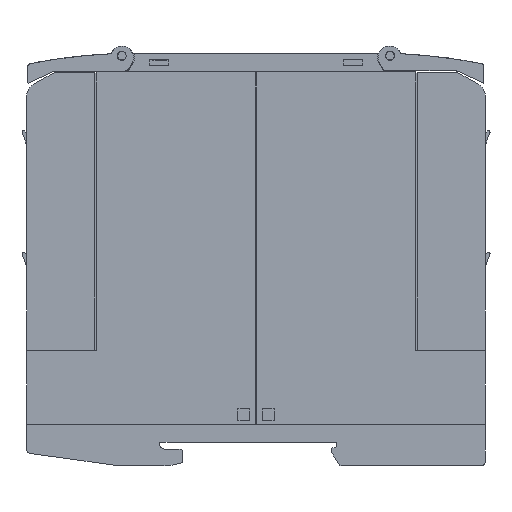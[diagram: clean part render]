
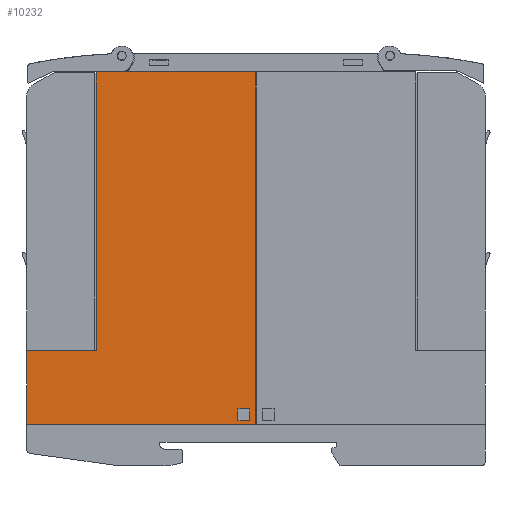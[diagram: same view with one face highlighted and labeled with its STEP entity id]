
A CAD part, left-side view. The second image highlights one B-rep face of the part: STEP entity #10232.
In plain terms, the highlighted planar face has unit normal (-1, 0, 0).
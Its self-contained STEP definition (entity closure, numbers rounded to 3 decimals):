
#10232=ADVANCED_FACE('',(#26868,#26869),#26870,.T.);
#13816=VERTEX_POINT('',#30496);
#13822=VERTEX_POINT('',#30502);
#13824=EDGE_CURVE('',#13822,#13816,#30504,.T.);
#22278=VERTEX_POINT('',#38958);
#22282=VERTEX_POINT('',#38962);
#22284=EDGE_CURVE('',#22282,#22278,#38964,.T.);
#22488=VERTEX_POINT('',#39168);
#22492=VERTEX_POINT('',#39172);
#22494=EDGE_CURVE('',#22492,#22488,#39174,.T.);
#22506=VERTEX_POINT('',#39186);
#22510=EDGE_CURVE('',#22488,#22506,#39190,.T.);
#22526=VERTEX_POINT('',#39206);
#22528=EDGE_CURVE('',#22526,#22282,#39208,.T.);
#22540=VERTEX_POINT('',#39220);
#22542=EDGE_CURVE('',#22540,#22492,#39222,.T.);
#22548=EDGE_CURVE('',#22506,#22540,#39228,.T.);
#22554=VERTEX_POINT('',#39234);
#22556=EDGE_CURVE('',#22554,#13822,#39236,.T.);
#22562=EDGE_CURVE('',#22526,#13816,#39242,.T.);
#22566=EDGE_CURVE('',#22278,#22554,#39246,.T.);
#26868=FACE_OUTER_BOUND('',#43538,.T.);
#26869=FACE_BOUND('',#43539,.T.);
#26870=PLANE('',#43540);
#30496=CARTESIAN_POINT('',(0.05,100.93,25.101));
#30502=CARTESIAN_POINT('',(0.05,85.83,25.101));
#30504=LINE('',#49267,#49268);
#38958=CARTESIAN_POINT('',(0.05,51.03,85.801));
#38962=CARTESIAN_POINT('',(0.05,51.03,9.001));
#38964=LINE('',#62896,#62897);
#39168=CARTESIAN_POINT('',(0.05,54.93,9.801));
#39172=CARTESIAN_POINT('',(0.05,52.33,9.801));
#39174=LINE('',#63230,#63231);
#39186=CARTESIAN_POINT('',(0.05,54.93,12.401));
#39190=LINE('',#63258,#63259);
#39206=CARTESIAN_POINT('',(0.05,100.93,9.001));
#39208=LINE('',#63286,#63287);
#39220=CARTESIAN_POINT('',(0.05,52.33,12.401));
#39222=LINE('',#63308,#63309);
#39228=LINE('',#63320,#63321);
#39234=CARTESIAN_POINT('',(0.05,85.83,85.801));
#39236=LINE('',#63332,#63333);
#39242=LINE('',#63344,#63345);
#39246=LINE('',#63352,#63353);
#43538=EDGE_LOOP('',(#76317,#76318,#76319,#76320,#76321,#76322));
#43539=EDGE_LOOP('',(#76323,#76324,#76325,#76326));
#43540=AXIS2_PLACEMENT_3D('',#76327,#76328,#76329);
#49267=CARTESIAN_POINT('',(0.05,72.23,25.101));
#49268=VECTOR('',#77945,1.0);
#62896=CARTESIAN_POINT('',(0.05,51.03,9.001));
#62897=VECTOR('',#81202,1.0);
#63230=CARTESIAN_POINT('',(0.05,52.33,9.801));
#63231=VECTOR('',#81264,1.0);
#63258=CARTESIAN_POINT('',(0.05,54.93,10.051));
#63259=VECTOR('',#81270,1.0);
#63286=CARTESIAN_POINT('',(0.05,100.93,9.001));
#63287=VECTOR('',#81275,1.0);
#63308=CARTESIAN_POINT('',(0.05,52.33,10.051));
#63309=VECTOR('',#81279,1.0);
#63320=CARTESIAN_POINT('',(0.05,52.33,12.401));
#63321=VECTOR('',#81282,1.0);
#63332=CARTESIAN_POINT('',(0.05,85.83,32.226));
#63333=VECTOR('',#81284,1.0);
#63344=CARTESIAN_POINT('',(0.05,100.93,9.001));
#63345=VECTOR('',#81287,1.0);
#63352=CARTESIAN_POINT('',(0.05,100.93,85.801));
#63353=VECTOR('',#81289,1.0);
#76317=ORIENTED_EDGE('',*,*,#13824,.T.);
#76318=ORIENTED_EDGE('',*,*,#22562,.F.);
#76319=ORIENTED_EDGE('',*,*,#22528,.T.);
#76320=ORIENTED_EDGE('',*,*,#22284,.T.);
#76321=ORIENTED_EDGE('',*,*,#22566,.T.);
#76322=ORIENTED_EDGE('',*,*,#22556,.T.);
#76323=ORIENTED_EDGE('',*,*,#22542,.T.);
#76324=ORIENTED_EDGE('',*,*,#22494,.T.);
#76325=ORIENTED_EDGE('',*,*,#22510,.T.);
#76326=ORIENTED_EDGE('',*,*,#22548,.T.);
#76327=CARTESIAN_POINT('',(0.05,51.03,9.001));
#76328=DIRECTION('',(-1.0,0.0,0.0));
#76329=DIRECTION('',(0.0,1.0,0.0));
#77945=DIRECTION('',(0.0,1.0,0.0));
#81202=DIRECTION('',(0.0,0.0,1.0));
#81264=DIRECTION('',(0.0,1.0,0.0));
#81270=DIRECTION('',(0.0,0.0,1.0));
#81275=DIRECTION('',(0.0,-1.0,0.0));
#81279=DIRECTION('',(0.0,0.0,-1.0));
#81282=DIRECTION('',(0.0,-1.0,0.0));
#81284=DIRECTION('',(0.0,0.0,-1.0));
#81287=DIRECTION('',(0.0,0.0,1.0));
#81289=DIRECTION('',(0.0,1.0,0.0));
